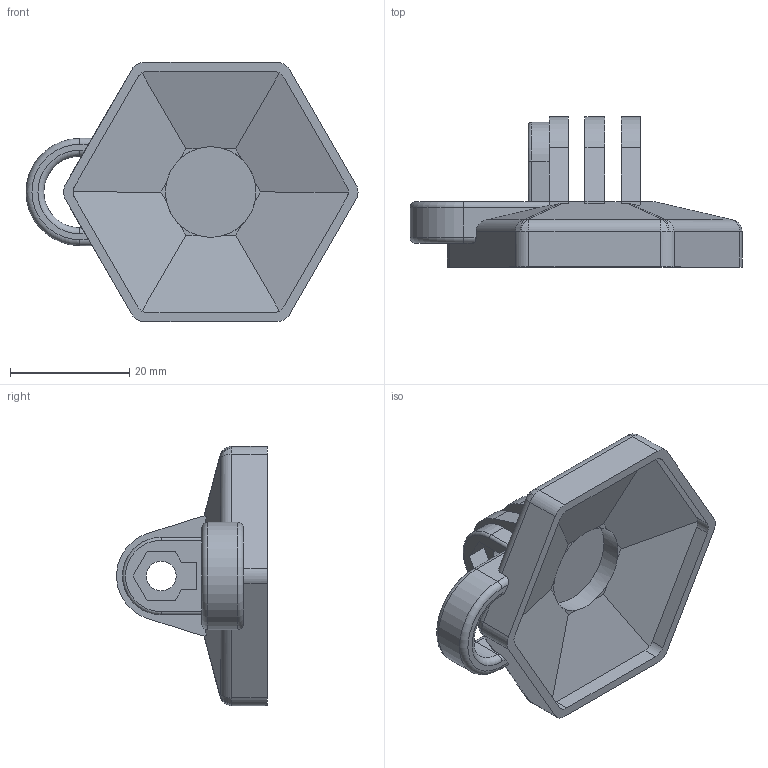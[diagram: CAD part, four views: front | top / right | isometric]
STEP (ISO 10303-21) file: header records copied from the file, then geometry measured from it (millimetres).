
FILE_DESCRIPTION (( 'STEP AP203' ), '1' );
FILE_NAME ('Magneto_Bracket_02.STEP', '2019-02-26T11:54:06', ( '' ), ( '' ), 'SwSTEP 2.0', 'SolidWorks 2011', '' );
FILE_SCHEMA (( 'CONFIG_CONTROL_DESIGN' ));
Length unit declared in the file: millimetre
Products named in the file (1): Magneto_Bracket_02
Bounding box: 55.71 x 25.27 x 43.5 mm (x, y, z)
Volume: 11385.7 mm3; surface area: 7172.6 mm2
Topology: 1 solids, 1 shells, 147 faces, 396 edges, 251 vertices
Faces by surface type: plane 76, cylinder 48, bspline 12, sphere 6, torus 5
Full cylindrical faces by diameter (mm): 5 x3, 15.2 x1
Entity records: 4683 total; most frequent: CARTESIAN_POINT 1107, ORIENTED_EDGE 776, DIRECTION 690, EDGE_CURVE 388, VERTEX_POINT 247, LINE 238, VECTOR 238, AXIS2_PLACEMENT_3D 226
